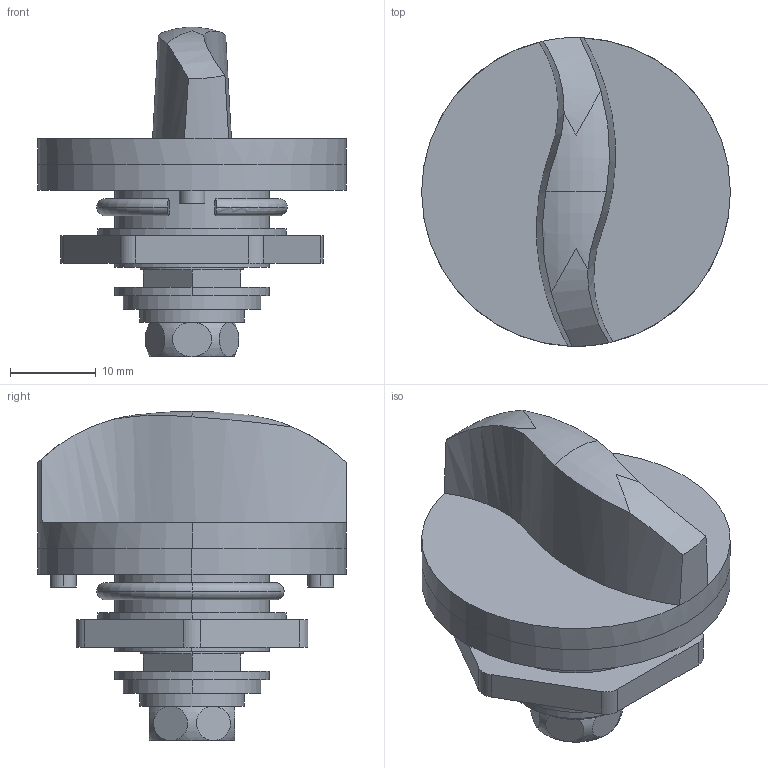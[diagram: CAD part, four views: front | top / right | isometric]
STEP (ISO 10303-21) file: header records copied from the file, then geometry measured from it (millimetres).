
FILE_DESCRIPTION (( 'STEP AP203' ), '1' );
FILE_NAME ('sone3D.STEP', '2013-07-01T07:41:08', ( '' ), ( '' ), 'SwSTEP 2.0', 'SolidWorks 2012', '' );
FILE_SCHEMA (( 'CONFIG_CONTROL_DESIGN' ));
Length unit declared in the file: millimetre
Products named in the file (9): A-88ハンドル_; A-88受座_; AC-25-W_AC-25-W-5; A-88平ワッシャー_; A-88リングワッシャー_; スプリングワッシャーM6_JIS B 1251 No.2 6; sone3D; A-88六角ナット_; 廫帤寠晅偒榋妏儃儖僩M6_M6亊12
Assembly tree (8 placements, depth 2):
  sone3D
    A-88ハンドル_
    A-88受座_
    A-88リングワッシャー_
    AC-25-W_AC-25-W-5
    A-88平ワッシャー_
    A-88六角ナット_
    スプリングワッシャーM6_JIS B 1251 No.2 6
    廫帤寠晅偒榋妏儃儖僩M6_M6亊12
Bounding box: 36 x 36 x 38.37 mm (x, y, z)
Volume: 13763 mm3; surface area: 10589.3 mm2
Topology: 8 solids, 8 shells, 122 faces, 268 edges, 172 vertices
Faces by surface type: plane 63, cylinder 39, torus 14, bspline 4, cone 2
Entity records: 4899 total; most frequent: CARTESIAN_POINT 1223, DIRECTION 595, ORIENTED_EDGE 536, EDGE_CURVE 268, AXIS2_PLACEMENT_3D 233, VERTEX_POINT 172, EDGE_LOOP 140, LINE 129
